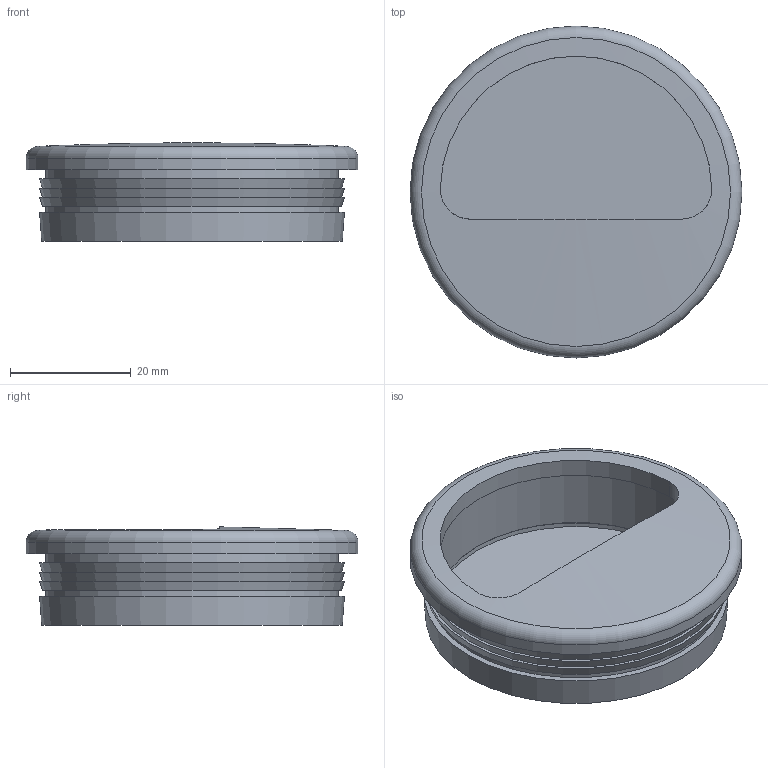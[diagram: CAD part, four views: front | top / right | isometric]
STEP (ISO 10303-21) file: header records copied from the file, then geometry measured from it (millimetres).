
FILE_DESCRIPTION(/* description */ (''),/* implementation_level */ '2;1');
FILE_NAME(/* name */ '1293-1.stp',/* time_stamp */ '2019-08-19T12:27:45+02:00',/* author */ ('Giuliano'),/* organization */ (''),/* preprocessor_version */ 'ST-DEVELOPER v17.2',/* originating_system */ 'Autodesk Inventor 2019',/* authorisation */ '');
FILE_SCHEMA (('AUTOMOTIVE_DESIGN { 1 0 10303 214 3 1 1 }'));
Length unit declared in the file: millimetre
Products named in the file (1): SU510
Bounding box: 55 x 55 x 16.28 mm (x, y, z)
Volume: 10803.5 mm3; surface area: 11341.6 mm2
Topology: 1 solids, 1 shells, 29 faces, 70 edges, 52 vertices
Faces by surface type: plane 13, cylinder 8, cone 5, sphere 2, torus 1
Full cylindrical faces by diameter (mm): 46.081 x1, 48.5 x2, 55 x1
Entity records: 966 total; most frequent: CARTESIAN_POINT 183, DIRECTION 175, ORIENTED_EDGE 140, AXIS2_PLACEMENT_3D 78, EDGE_CURVE 70, VERTEX_POINT 52, CIRCLE 48, EDGE_LOOP 38
